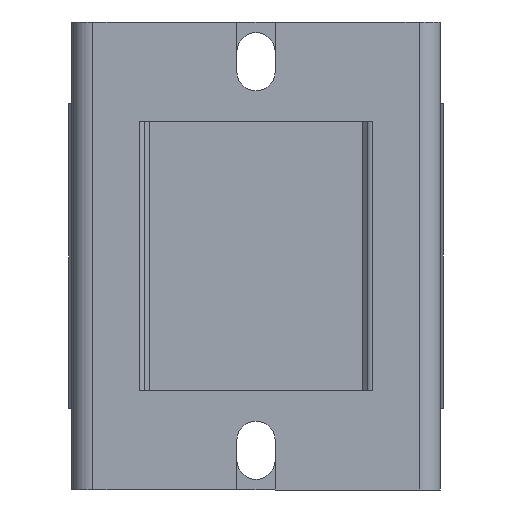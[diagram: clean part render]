
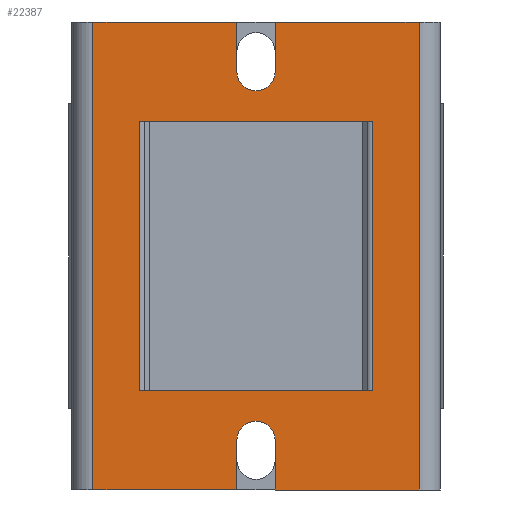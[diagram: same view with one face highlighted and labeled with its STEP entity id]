
A CAD part, front view. The second image highlights one B-rep face of the part: STEP entity #22387.
In plain terms, the highlighted planar face has unit normal (0, -1, 0).
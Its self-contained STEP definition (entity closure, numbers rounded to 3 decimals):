
#1500=DIRECTION('',(1.,0.,0.));
#1501=VECTOR('',#1500,32.828);
#1502=CARTESIAN_POINT('',(13.086,-5.834,
-17.349));
#1503=LINE('',#1502,#1501);
#1592=DIRECTION('',(0.,0.,1.));
#1593=VECTOR('',#1592,38.);
#1594=CARTESIAN_POINT('',(13.086,-5.834,
-55.349));
#1595=LINE('',#1594,#1593);
#1646=DIRECTION('',(0.,0.,1.));
#1647=VECTOR('',#1646,38.);
#1648=CARTESIAN_POINT('',(45.914,-5.834,
-55.349));
#1649=LINE('',#1648,#1647);
#1650=DIRECTION('',(0.,0.,1.));
#1651=VECTOR('',#1650,66.);
#1652=CARTESIAN_POINT('',(6.5,-5.834,
-69.349));
#1653=LINE('',#1652,#1651);
#1654=CARTESIAN_POINT('',(29.5,-5.834,
-10.349));
#1655=DIRECTION('',(0.,1.,0.));
#1656=DIRECTION('',(1.,0.,0.));
#1657=AXIS2_PLACEMENT_3D('',#1654,#1655,#1656);
#1659=DIRECTION('',(0.,0.,-1.));
#1660=VECTOR('',#1659,66.);
#1661=CARTESIAN_POINT('',(52.5,-5.834,
-3.349));
#1662=LINE('',#1661,#1660);
#1663=CARTESIAN_POINT('',(29.5,-5.834,
-62.349));
#1664=DIRECTION('',(0.,1.,0.));
#1665=DIRECTION('',(-1.,0.,0.));
#1666=AXIS2_PLACEMENT_3D('',#1663,#1664,#1665);
#1688=DIRECTION('',(-1.,0.,0.));
#1689=VECTOR('',#1688,32.828);
#1690=CARTESIAN_POINT('',(45.914,-5.834,
-55.349));
#1691=LINE('',#1690,#1689);
#2305=DIRECTION('',(-1.,0.,0.));
#2306=VECTOR('',#2305,20.3);
#2307=CARTESIAN_POINT('',(52.5,-5.834,
-3.349));
#2308=LINE('',#2307,#2306);
#2321=DIRECTION('',(-1.,0.,0.));
#2322=VECTOR('',#2321,20.3);
#2323=CARTESIAN_POINT('',(26.8,-5.834,
-3.349));
#2324=LINE('',#2323,#2322);
#2399=DIRECTION('',(0.,0.,1.));
#2400=VECTOR('',#2399,7.);
#2401=CARTESIAN_POINT('',(26.8,-5.834,
-10.349));
#2402=LINE('',#2401,#2400);
#2423=DIRECTION('',(0.,0.,-1.));
#2424=VECTOR('',#2423,7.);
#2425=CARTESIAN_POINT('',(32.2,-5.834,
-3.349));
#2426=LINE('',#2425,#2424);
#11284=DIRECTION('',(1.,0.,0.));
#11285=VECTOR('',#11284,20.3);
#11286=CARTESIAN_POINT('',(6.5,-5.834,
-69.349));
#11287=LINE('',#11286,#11285);
#11300=DIRECTION('',(1.,0.,0.));
#11301=VECTOR('',#11300,20.3);
#11302=CARTESIAN_POINT('',(32.2,-5.834,
-69.349));
#11303=LINE('',#11302,#11301);
#11378=DIRECTION('',(0.,0.,-1.));
#11379=VECTOR('',#11378,7.);
#11380=CARTESIAN_POINT('',(32.2,-5.834,
-62.349));
#11381=LINE('',#11380,#11379);
#11402=DIRECTION('',(0.,0.,1.));
#11403=VECTOR('',#11402,7.);
#11404=CARTESIAN_POINT('',(26.8,-5.834,
-69.349));
#11405=LINE('',#11404,#11403);
#19408=CARTESIAN_POINT('',(6.5,-5.834,
-69.349));
#19409=VERTEX_POINT('',#19408);
#19410=CARTESIAN_POINT('',(52.5,-5.834,
-69.349));
#19412=VERTEX_POINT('',#19410);
#19469=CARTESIAN_POINT('',(26.8,-5.834,
-62.349));
#19470=CARTESIAN_POINT('',(32.2,-5.834,
-62.349));
#19471=VERTEX_POINT('',#19469);
#19472=VERTEX_POINT('',#19470);
#19485=CARTESIAN_POINT('',(32.2,-5.834,
-69.349));
#19487=VERTEX_POINT('',#19485);
#19489=CARTESIAN_POINT('',(26.8,-5.834,
-69.349));
#19491=VERTEX_POINT('',#19489);
#19553=CARTESIAN_POINT('',(13.086,-5.834,
-55.349));
#19555=VERTEX_POINT('',#19553);
#19563=CARTESIAN_POINT('',(45.914,-5.834,
-55.349));
#19564=VERTEX_POINT('',#19563);
#19603=CARTESIAN_POINT('',(52.5,-5.834,
-3.349));
#19604=VERTEX_POINT('',#19603);
#19605=CARTESIAN_POINT('',(6.5,-5.834,
-3.349));
#19607=VERTEX_POINT('',#19605);
#19680=CARTESIAN_POINT('',(32.2,-5.834,
-10.349));
#19681=CARTESIAN_POINT('',(26.8,-5.834,
-10.349));
#19682=VERTEX_POINT('',#19680);
#19683=VERTEX_POINT('',#19681);
#19696=CARTESIAN_POINT('',(26.8,-5.834,
-3.349));
#19698=VERTEX_POINT('',#19696);
#19700=CARTESIAN_POINT('',(32.2,-5.834,
-3.349));
#19702=VERTEX_POINT('',#19700);
#19760=CARTESIAN_POINT('',(13.086,-5.834,
-17.349));
#19762=VERTEX_POINT('',#19760);
#19770=CARTESIAN_POINT('',(45.914,-5.834,
-17.349));
#19771=VERTEX_POINT('',#19770);
#22349=CARTESIAN_POINT('',(6.5,-5.834,
-51.949));
#22350=DIRECTION('',(0.,-1.,0.));
#22351=DIRECTION('',(1.,0.,0.));
#22352=AXIS2_PLACEMENT_3D('',#22349,#22350,#22351);
#22353=PLANE('',#22352);
#22355=ORIENTED_EDGE('',*,*,#22354,.T.);
#22357=ORIENTED_EDGE('',*,*,#22356,.F.);
#22359=ORIENTED_EDGE('',*,*,#22358,.F.);
#22361=ORIENTED_EDGE('',*,*,#22360,.F.);
#22363=ORIENTED_EDGE('',*,*,#22362,.F.);
#22365=ORIENTED_EDGE('',*,*,#22364,.F.);
#22367=ORIENTED_EDGE('',*,*,#22366,.T.);
#22369=ORIENTED_EDGE('',*,*,#22368,.F.);
#22371=ORIENTED_EDGE('',*,*,#22370,.F.);
#22373=ORIENTED_EDGE('',*,*,#22372,.F.);
#22375=ORIENTED_EDGE('',*,*,#22374,.F.);
#22377=ORIENTED_EDGE('',*,*,#22376,.F.);
#22378=EDGE_LOOP('',(#22355,#22357,#22359,#22361,#22363,#22365,#22367,#22369,
#22371,#22373,#22375,#22377));
#22379=FACE_OUTER_BOUND('',#22378,.F.);
#22380=ORIENTED_EDGE('',*,*,#22341,.T.);
#22381=ORIENTED_EDGE('',*,*,#22165,.F.);
#22382=ORIENTED_EDGE('',*,*,#22288,.F.);
#22384=ORIENTED_EDGE('',*,*,#22383,.F.);
#22385=EDGE_LOOP('',(#22380,#22381,#22382,#22384));
#22386=FACE_BOUND('',#22385,.F.);
#22387=ADVANCED_FACE('',(#22379,#22386),#22353,.T.);
#1658=CIRCLE('',#1657,2.7);
#1667=CIRCLE('',#1666,2.7);
#22165=EDGE_CURVE('',#19762,#19771,#1503,.T.);
#22288=EDGE_CURVE('',#19555,#19762,#1595,.T.);
#22341=EDGE_CURVE('',#19564,#19771,#1649,.T.);
#22354=EDGE_CURVE('',#19409,#19607,#1653,.T.);
#22356=EDGE_CURVE('',#19698,#19607,#2324,.T.);
#22358=EDGE_CURVE('',#19683,#19698,#2402,.T.);
#22360=EDGE_CURVE('',#19682,#19683,#1658,.T.);
#22362=EDGE_CURVE('',#19702,#19682,#2426,.T.);
#22364=EDGE_CURVE('',#19604,#19702,#2308,.T.);
#22366=EDGE_CURVE('',#19604,#19412,#1662,.T.);
#22368=EDGE_CURVE('',#19487,#19412,#11303,.T.);
#22370=EDGE_CURVE('',#19472,#19487,#11381,.T.);
#22372=EDGE_CURVE('',#19471,#19472,#1667,.T.);
#22374=EDGE_CURVE('',#19491,#19471,#11405,.T.);
#22376=EDGE_CURVE('',#19409,#19491,#11287,.T.);
#22383=EDGE_CURVE('',#19564,#19555,#1691,.T.);
